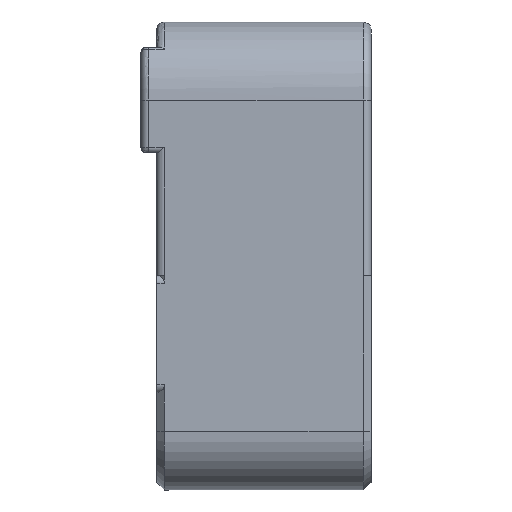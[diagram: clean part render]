
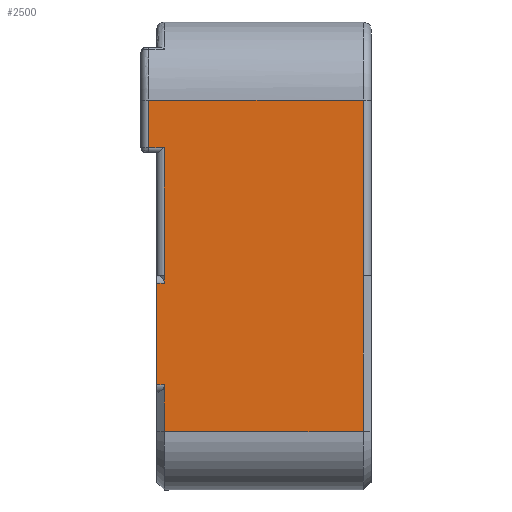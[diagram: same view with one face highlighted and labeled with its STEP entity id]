
A CAD part, front view. The second image highlights one B-rep face of the part: STEP entity #2500.
In plain terms, the highlighted planar face has unit normal (0, -1, 0).
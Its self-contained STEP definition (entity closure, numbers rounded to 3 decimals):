
#74=PLANE('',#2732);
#177=LINE('',#3915,#417);
#209=LINE('',#4152,#449);
#210=LINE('',#4158,#450);
#211=LINE('',#4160,#451);
#212=LINE('',#4162,#452);
#213=LINE('',#4164,#453);
#214=LINE('',#4166,#454);
#215=LINE('',#4168,#455);
#216=LINE('',#4170,#456);
#217=LINE('',#4172,#457);
#218=LINE('',#4174,#458);
#219=LINE('',#4175,#459);
#417=VECTOR('',#3051,10.);
#449=VECTOR('',#3149,10.);
#450=VECTOR('',#3158,10.);
#451=VECTOR('',#3159,10.);
#452=VECTOR('',#3160,10.);
#453=VECTOR('',#3161,10.);
#454=VECTOR('',#3162,10.);
#455=VECTOR('',#3163,10.);
#456=VECTOR('',#3164,10.);
#457=VECTOR('',#3165,10.);
#458=VECTOR('',#3166,10.);
#459=VECTOR('',#3167,10.);
#694=FACE_OUTER_BOUND('',#853,.T.);
#853=EDGE_LOOP('',(#1910,#1911,#1912,#1913,#1914,#1915,#1916,#1917,#1918,
#1919,#1920,#1921));
#1178=VERTEX_POINT('',#3898);
#1180=VERTEX_POINT('',#3904);
#1217=VERTEX_POINT('',#4151);
#1218=VERTEX_POINT('',#4157);
#1219=VERTEX_POINT('',#4159);
#1220=VERTEX_POINT('',#4161);
#1221=VERTEX_POINT('',#4163);
#1222=VERTEX_POINT('',#4165);
#1223=VERTEX_POINT('',#4167);
#1224=VERTEX_POINT('',#4169);
#1225=VERTEX_POINT('',#4171);
#1226=VERTEX_POINT('',#4173);
#1408=EDGE_CURVE('',#1180,#1178,#177,.T.);
#1465=EDGE_CURVE('',#1178,#1217,#209,.T.);
#1468=EDGE_CURVE('',#1218,#1180,#210,.T.);
#1469=EDGE_CURVE('',#1219,#1218,#211,.T.);
#1470=EDGE_CURVE('',#1219,#1220,#212,.T.);
#1471=EDGE_CURVE('',#1220,#1221,#213,.T.);
#1472=EDGE_CURVE('',#1222,#1221,#214,.T.);
#1473=EDGE_CURVE('',#1223,#1222,#215,.T.);
#1474=EDGE_CURVE('',#1224,#1223,#216,.T.);
#1475=EDGE_CURVE('',#1225,#1224,#217,.T.);
#1476=EDGE_CURVE('',#1226,#1225,#218,.T.);
#1477=EDGE_CURVE('',#1217,#1226,#219,.T.);
#1910=ORIENTED_EDGE('',*,*,#1468,.F.);
#1911=ORIENTED_EDGE('',*,*,#1469,.F.);
#1912=ORIENTED_EDGE('',*,*,#1470,.T.);
#1913=ORIENTED_EDGE('',*,*,#1471,.T.);
#1914=ORIENTED_EDGE('',*,*,#1472,.F.);
#1915=ORIENTED_EDGE('',*,*,#1473,.F.);
#1916=ORIENTED_EDGE('',*,*,#1474,.F.);
#1917=ORIENTED_EDGE('',*,*,#1475,.F.);
#1918=ORIENTED_EDGE('',*,*,#1476,.F.);
#1919=ORIENTED_EDGE('',*,*,#1477,.F.);
#1920=ORIENTED_EDGE('',*,*,#1465,.F.);
#1921=ORIENTED_EDGE('',*,*,#1408,.F.);
#2500=ADVANCED_FACE('',(#694),#74,.T.);
#2732=AXIS2_PLACEMENT_3D('',#4156,#3156,#3157);
#3051=DIRECTION('',(0.,0.,1.));
#3149=DIRECTION('',(1.,0.,0.));
#3156=DIRECTION('center_axis',(0.,-1.,0.));
#3157=DIRECTION('ref_axis',(1.,0.,0.));
#3158=DIRECTION('',(1.,0.,0.));
#3159=DIRECTION('',(1.,0.,0.));
#3160=DIRECTION('',(0.,0.,1.));
#3161=DIRECTION('',(-1.,0.,0.));
#3162=DIRECTION('',(0.,0.,1.));
#3163=DIRECTION('',(1.,0.,0.));
#3164=DIRECTION('',(0.,0.,1.));
#3165=DIRECTION('',(-1.,0.,0.));
#3166=DIRECTION('',(-1.,0.,0.));
#3167=DIRECTION('',(0.,0.,-1.));
#3898=CARTESIAN_POINT('',(496.272,457.983,665.684));
#3904=CARTESIAN_POINT('',(496.272,457.983,664.884));
#3915=CARTESIAN_POINT('',(496.272,457.983,659.784));
#4151=CARTESIAN_POINT('',(498.722,457.983,665.684));
#4152=CARTESIAN_POINT('',(488.722,457.983,665.684));
#4156=CARTESIAN_POINT('Origin',(478.722,457.983,654.284));
#4157=CARTESIAN_POINT('',(489.722,457.983,664.884));
#4158=CARTESIAN_POINT('',(482.222,457.983,664.884));
#4159=CARTESIAN_POINT('',(489.322,457.983,664.884));
#4160=CARTESIAN_POINT('',(482.222,457.983,664.884));
#4161=CARTESIAN_POINT('',(489.322,457.983,665.284));
#4162=CARTESIAN_POINT('',(489.322,457.983,654.284));
#4163=CARTESIAN_POINT('',(484.122,457.983,665.284));
#4164=CARTESIAN_POINT('',(482.722,457.983,665.284));
#4165=CARTESIAN_POINT('',(484.122,457.983,664.884));
#4166=CARTESIAN_POINT('',(484.122,457.983,654.284));
#4167=CARTESIAN_POINT('',(481.722,457.983,664.884));
#4168=CARTESIAN_POINT('',(482.222,457.983,664.884));
#4169=CARTESIAN_POINT('',(481.722,457.983,654.684));
#4170=CARTESIAN_POINT('',(481.722,457.983,654.284));
#4171=CARTESIAN_POINT('',(489.722,457.983,654.684));
#4172=CARTESIAN_POINT('',(482.222,457.983,654.684));
#4173=CARTESIAN_POINT('',(498.722,457.983,654.684));
#4174=CARTESIAN_POINT('',(482.222,457.983,654.684));
#4175=CARTESIAN_POINT('',(498.722,457.983,654.284));
